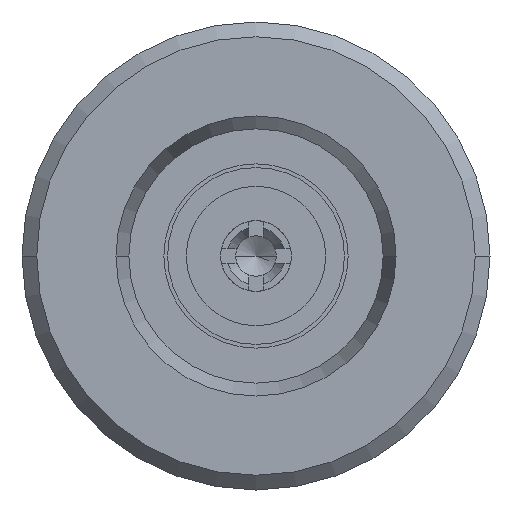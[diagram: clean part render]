
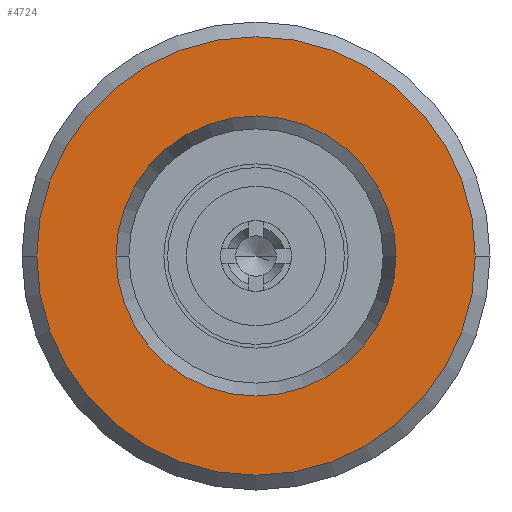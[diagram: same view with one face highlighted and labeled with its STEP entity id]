
A CAD part, left-side view. The second image highlights one B-rep face of the part: STEP entity #4724.
In plain terms, the highlighted planar face has unit normal (-1, 0, 0).
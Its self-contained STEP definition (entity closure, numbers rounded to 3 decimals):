
#1981=CARTESIAN_POINT('',(-6.35,0.,0.));
#1982=DIRECTION('',(1.,0.,0.));
#1983=DIRECTION('',(0.,1.,0.));
#1984=AXIS2_PLACEMENT_3D('',#1981,#1982,#1983);
#1986=CARTESIAN_POINT('',(-6.35,0.,0.));
#1987=DIRECTION('',(1.,0.,0.));
#1988=DIRECTION('',(0.,-1.,0.));
#1989=AXIS2_PLACEMENT_3D('',#1986,#1987,#1988);
#1991=CARTESIAN_POINT('',(-6.35,0.,0.));
#1992=DIRECTION('',(-1.,0.,0.));
#1993=DIRECTION('',(0.,1.,0.));
#1994=AXIS2_PLACEMENT_3D('',#1991,#1992,#1993);
#1996=CARTESIAN_POINT('',(-6.35,0.,0.));
#1997=DIRECTION('',(-1.,0.,0.));
#1998=DIRECTION('',(0.,-1.,0.));
#1999=AXIS2_PLACEMENT_3D('',#1996,#1997,#1998);
#2173=CARTESIAN_POINT('',(-6.35,1.9,0.));
#2174=CARTESIAN_POINT('',(-6.35,-1.9,0.));
#2175=VERTEX_POINT('',#2173);
#2176=VERTEX_POINT('',#2174);
#2197=CARTESIAN_POINT('',(-6.35,2.975,0.));
#2198=CARTESIAN_POINT('',(-6.35,-2.975,0.));
#2199=VERTEX_POINT('',#2197);
#2200=VERTEX_POINT('',#2198);
#4708=CARTESIAN_POINT('',(-6.35,0.,0.));
#4709=DIRECTION('',(1.,0.,0.));
#4710=DIRECTION('',(0.,-1.,0.));
#4711=AXIS2_PLACEMENT_3D('',#4708,#4709,#4710);
#4712=PLANE('',#4711);
#4714=ORIENTED_EDGE('',*,*,#4713,.F.);
#4715=ORIENTED_EDGE('',*,*,#4698,.F.);
#4716=EDGE_LOOP('',(#4714,#4715));
#4717=FACE_OUTER_BOUND('',#4716,.F.);
#4719=ORIENTED_EDGE('',*,*,#4718,.F.);
#4721=ORIENTED_EDGE('',*,*,#4720,.F.);
#4722=EDGE_LOOP('',(#4719,#4721));
#4723=FACE_BOUND('',#4722,.F.);
#1985=CIRCLE('',#1984,1.9);
#1990=CIRCLE('',#1989,1.9);
#1995=CIRCLE('',#1994,2.975);
#2000=CIRCLE('',#1999,2.975);
#4698=EDGE_CURVE('',#2200,#2199,#2000,.T.);
#4713=EDGE_CURVE('',#2199,#2200,#1995,.T.);
#4718=EDGE_CURVE('',#2175,#2176,#1985,.T.);
#4720=EDGE_CURVE('',#2176,#2175,#1990,.T.);
#4724=ADVANCED_FACE('',(#4717,#4723),#4712,.F.);
